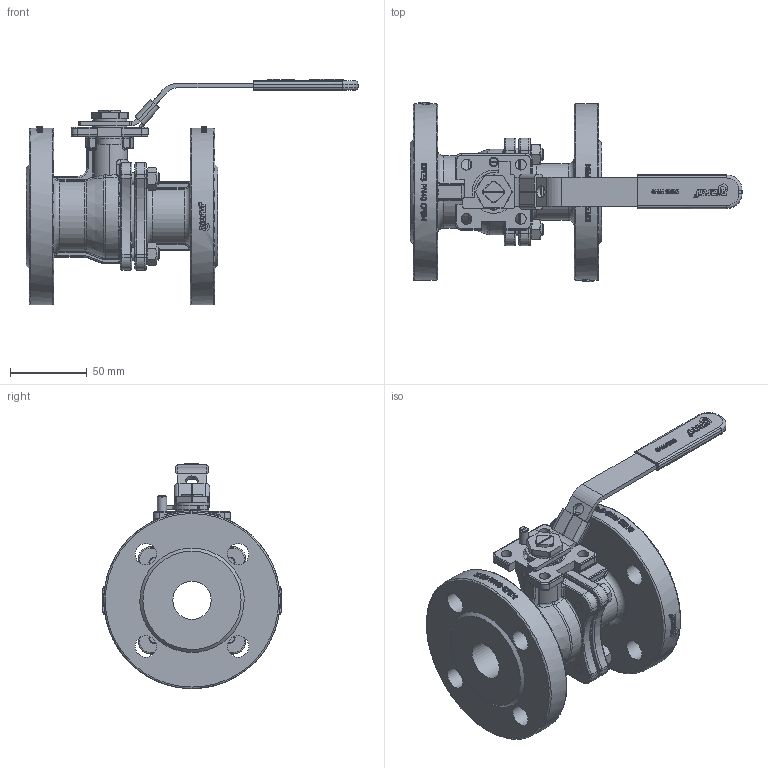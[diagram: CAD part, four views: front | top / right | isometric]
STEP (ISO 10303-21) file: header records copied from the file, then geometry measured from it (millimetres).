
FILE_DESCRIPTION(('HOOPS Exchange Step'),'2;1');
FILE_NAME('FK0600_DN25.stp','2025-08-04T13:19:55+02:00',('nieru'),('Unknown organisation'),'HOOPS Exchange 2024.2','HOOPS Exchange','Unknown authorisation');
FILE_SCHEMA( ('AP203_CONFIGURATION_CONTROLLED_3D_DESIGN_OF_MECHANICAL_PARTS_AND_ASSEMBLIES_MIM_LF') );
Length unit declared in the file: millimetre
Products named in the file (2): 0; root
Assembly tree (1 placements, depth 2):
  root
    0
Bounding box: 216.29 x 117 x 146.7 mm (x, y, z)
Volume: 504723.9 mm3; surface area: 111272.6 mm2
Topology: 1 solids, 1 shells, 1726 faces, 4743 edges, 3087 vertices
Faces by surface type: plane 619, bspline 606, cylinder 383, torus 85, cone 23, sphere 10
Full cylindrical faces by diameter (mm): 4.134 x1, 6 x1, 7 x4, 8 x9, 8.5 x4, 14 x8, 14.5 x2, 17 x1, 20 x1, 22 x2, 23 x1, 25 x1, 28 x1, 54 x1, 115 x2
Entity records: 114035 total; most frequent: CARTESIAN_POINT 75844, ORIENTED_EDGE 9478, DIRECTION 5093, EDGE_CURVE 4739, VERTEX_POINT 3087, B_SPLINE_CURVE_WITH_KNOTS 2345, EDGE_LOOP 1870, FACE_BOUND 1870
